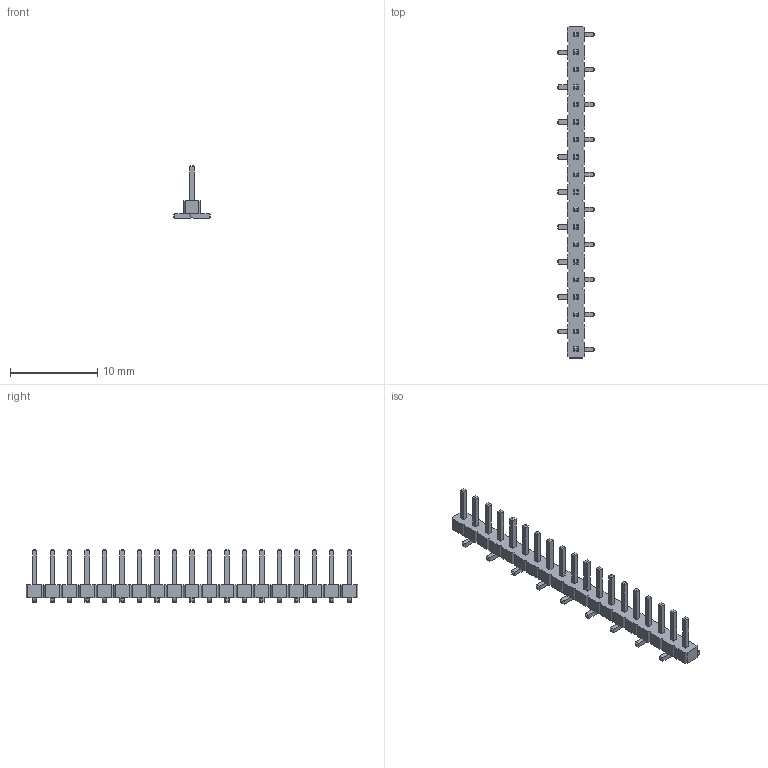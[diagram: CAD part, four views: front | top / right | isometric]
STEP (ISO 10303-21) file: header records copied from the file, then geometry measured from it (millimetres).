
FILE_DESCRIPTION(/* description */ ('model of PinHeader_1x19_P2.00mm_Vertical_SMD_Pin1Right'),/* implementation_level */ '2;1');
FILE_NAME(/* name */ 'PinHeader_1x19_P2.00mm_Vertical_SMD_Pin1Right.step',/* time_stamp */ '2017-12-02T01:41:55',/* author */ ('kicad StepUp','ksu'),/* organization */ ('FreeCAD'),/* preprocessor_version */ 'OCC',/* originating_system */ 'kicad StepUp',/* authorisation */ '');
FILE_SCHEMA(('AUTOMOTIVE_DESIGN_CC2 { 1 2 10303 214 -1 1 5 4 }'));
Length unit declared in the file: millimetre
Products named in the file (1): PinHeader_1x19_P200mm_Vertical_SMD_Pin1Right
Bounding box: 4.2 x 38 x 6 mm (x, y, z)
Volume: 140.9 mm3; surface area: 493.6 mm2
Topology: 1 solids, 1 shells, 479 faces, 1222 edges, 764 vertices
Faces by surface type: plane 460, cylinder 19
Entity records: 17364 total; most frequent: CARTESIAN_POINT 2466, ORIENTED_EDGE 2444, DIRECTION 2220, EDGE_CURVE 1222, LINE 1184, VECTOR 1184, VERTEX_POINT 764, AXIS2_PLACEMENT_3D 518
